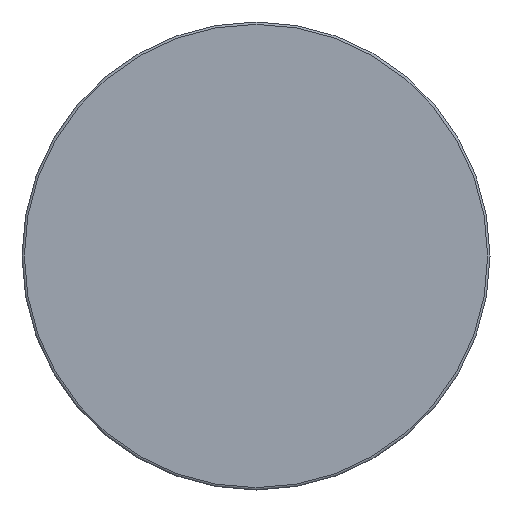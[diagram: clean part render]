
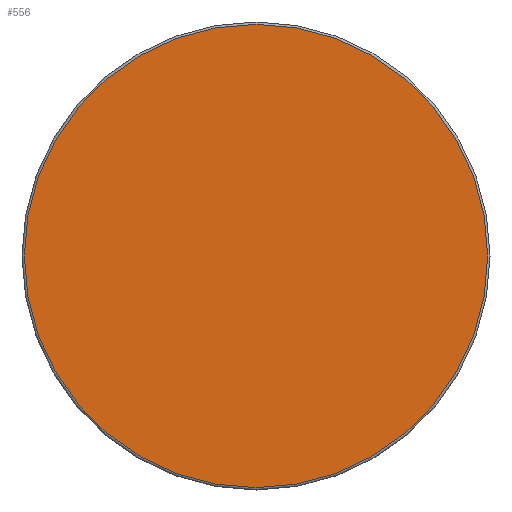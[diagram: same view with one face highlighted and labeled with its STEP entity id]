
A CAD part, front view. The second image highlights one B-rep face of the part: STEP entity #556.
In plain terms, the highlighted planar face has unit normal (0, -1, 0).
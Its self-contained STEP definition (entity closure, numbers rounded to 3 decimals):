
#32=PLANE('',#671);
#91=FACE_OUTER_BOUND('',#123,.T.);
#123=EDGE_LOOP('',(#520,#521));
#215=CIRCLE('',#668,29.712);
#216=CIRCLE('',#669,29.712);
#277=VERTEX_POINT('',#1041);
#278=VERTEX_POINT('',#1042);
#357=EDGE_CURVE('',#277,#278,#215,.T.);
#358=EDGE_CURVE('',#278,#277,#216,.T.);
#520=ORIENTED_EDGE('',*,*,#357,.T.);
#521=ORIENTED_EDGE('',*,*,#358,.T.);
#556=ADVANCED_FACE('',(#91),#32,.T.);
#668=AXIS2_PLACEMENT_3D('',#1043,#869,#870);
#669=AXIS2_PLACEMENT_3D('',#1044,#871,#872);
#671=AXIS2_PLACEMENT_3D('',#1046,#875,#876);
#869=DIRECTION('center_axis',(0.,-1.,0.));
#870=DIRECTION('ref_axis',(-1.,0.,0.));
#871=DIRECTION('center_axis',(0.,-1.,0.));
#872=DIRECTION('ref_axis',(-1.,0.,0.));
#875=DIRECTION('center_axis',(0.,-1.,0.));
#876=DIRECTION('ref_axis',(0.,0.,-1.));
#1041=CARTESIAN_POINT('',(-29.712,0.,0.));
#1042=CARTESIAN_POINT('',(0.,0.,29.712));
#1043=CARTESIAN_POINT('Origin',(0.,0.,0.));
#1044=CARTESIAN_POINT('Origin',(0.,0.,0.));
#1046=CARTESIAN_POINT('Origin',(-14.856,0.,0.));
